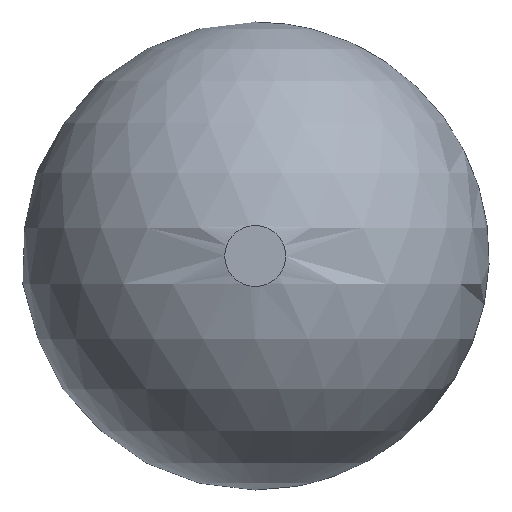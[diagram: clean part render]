
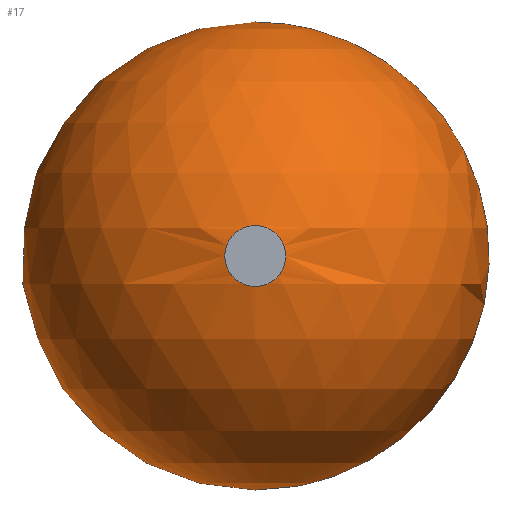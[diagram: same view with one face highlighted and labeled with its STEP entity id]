
A CAD part, left-side view. The second image highlights one B-rep face of the part: STEP entity #17.
In plain terms, the highlighted spherical face has radius 5 mm.
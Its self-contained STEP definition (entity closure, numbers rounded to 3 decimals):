
#17 = ADVANCED_FACE('',(#18,#144),#33,.T.);
#18 = FACE_BOUND('',#19,.T.);
#19 = EDGE_LOOP('',(#20,#51,#52,#89,#113,#114));
#20 = ORIENTED_EDGE('',*,*,#21,.T.);
#21 = EDGE_CURVE('',#22,#24,#26,.T.);
#22 = VERTEX_POINT('',#23);
#23 = CARTESIAN_POINT('',(4.958,0.,0.65));
#24 = VERTEX_POINT('',#25);
#25 = CARTESIAN_POINT('',(0.,0.,5.));
#26 = SEAM_CURVE('',#27,(#32,#44),.PCURVE_S1.);
#27 = CIRCLE('',#28,5.);
#28 = AXIS2_PLACEMENT_3D('',#29,#30,#31);
#29 = CARTESIAN_POINT('',(0.,0.,0.));
#30 = DIRECTION('',(0.,-1.,0.));
#31 = DIRECTION('',(1.,0.,0.));
#32 = PCURVE('',#33,#38);
#33 = SPHERICAL_SURFACE('',#34,5.);
#34 = AXIS2_PLACEMENT_3D('',#35,#36,#37);
#35 = CARTESIAN_POINT('',(0.,0.,0.));
#36 = DIRECTION('',(0.,0.,1.));
#37 = DIRECTION('',(1.,0.,0.));
#38 = DEFINITIONAL_REPRESENTATION('',(#39),#43);
#39 = LINE('',#40,#41);
#40 = CARTESIAN_POINT('',(6.283,-6.283));
#41 = VECTOR('',#42,1.);
#42 = DIRECTION('',(0.,1.));
#43 = ( GEOMETRIC_REPRESENTATION_CONTEXT(2) 
PARAMETRIC_REPRESENTATION_CONTEXT() REPRESENTATION_CONTEXT('2D SPACE',''
  ) );
#44 = PCURVE('',#33,#45);
#45 = DEFINITIONAL_REPRESENTATION('',(#46),#50);
#46 = LINE('',#47,#48);
#47 = CARTESIAN_POINT('',(0.,-6.283));
#48 = VECTOR('',#49,1.);
#49 = DIRECTION('',(0.,1.));
#50 = ( GEOMETRIC_REPRESENTATION_CONTEXT(2) 
PARAMETRIC_REPRESENTATION_CONTEXT() REPRESENTATION_CONTEXT('2D SPACE',''
  ) );
#51 = ORIENTED_EDGE('',*,*,#21,.F.);
#52 = ORIENTED_EDGE('',*,*,#53,.F.);
#53 = EDGE_CURVE('',#54,#22,#56,.T.);
#54 = VERTEX_POINT('',#55);
#55 = CARTESIAN_POINT('',(4.958,0.,-0.65));
#56 = SURFACE_CURVE('',#57,(#62,#77),.PCURVE_S1.);
#57 = CIRCLE('',#58,0.65);
#58 = AXIS2_PLACEMENT_3D('',#59,#60,#61);
#59 = CARTESIAN_POINT('',(4.958,0.,0.));
#60 = DIRECTION('',(1.,0.,0.));
#61 = DIRECTION('',(0.,0.,1.));
#62 = PCURVE('',#33,#63);
#63 = DEFINITIONAL_REPRESENTATION('',(#64),#76);
#64 = B_SPLINE_CURVE_WITH_KNOTS('',10,(#65,#66,#67,#68,#69,#70,#71,#72,
    #73,#74,#75),.UNSPECIFIED.,.F.,.F.,(11,11),(3.142,
    6.283),.PIECEWISE_BEZIER_KNOTS.);
#65 = CARTESIAN_POINT('',(0.,-0.13));
#66 = CARTESIAN_POINT('',(0.041,-0.13));
#67 = CARTESIAN_POINT('',(0.082,-0.116));
#68 = CARTESIAN_POINT('',(0.118,-0.087));
#69 = CARTESIAN_POINT('',(0.141,-0.047));
#70 = CARTESIAN_POINT('',(0.149,0.));
#71 = CARTESIAN_POINT('',(0.141,0.047));
#72 = CARTESIAN_POINT('',(0.118,0.087));
#73 = CARTESIAN_POINT('',(0.082,0.116));
#74 = CARTESIAN_POINT('',(0.041,0.13));
#75 = CARTESIAN_POINT('',(0.,0.13));
#76 = ( GEOMETRIC_REPRESENTATION_CONTEXT(2) 
PARAMETRIC_REPRESENTATION_CONTEXT() REPRESENTATION_CONTEXT('2D SPACE',''
  ) );
#77 = PCURVE('',#78,#83);
#78 = CYLINDRICAL_SURFACE('',#79,0.65);
#79 = AXIS2_PLACEMENT_3D('',#80,#81,#82);
#80 = CARTESIAN_POINT('',(-5.,0.,0.));
#81 = DIRECTION('',(1.,0.,0.));
#82 = DIRECTION('',(0.,0.,-1.));
#83 = DEFINITIONAL_REPRESENTATION('',(#84),#88);
#84 = LINE('',#85,#86);
#85 = CARTESIAN_POINT('',(-3.142,9.958));
#86 = VECTOR('',#87,1.);
#87 = DIRECTION('',(1.,0.));
#88 = ( GEOMETRIC_REPRESENTATION_CONTEXT(2) 
PARAMETRIC_REPRESENTATION_CONTEXT() REPRESENTATION_CONTEXT('2D SPACE',''
  ) );
#89 = ORIENTED_EDGE('',*,*,#90,.F.);
#90 = EDGE_CURVE('',#91,#54,#93,.T.);
#91 = VERTEX_POINT('',#92);
#92 = CARTESIAN_POINT('',(0.,0.,-5.)
  );
#93 = SEAM_CURVE('',#94,(#99,#106),.PCURVE_S1.);
#94 = CIRCLE('',#95,5.);
#95 = AXIS2_PLACEMENT_3D('',#96,#97,#98);
#96 = CARTESIAN_POINT('',(0.,0.,0.));
#97 = DIRECTION('',(0.,-1.,0.));
#98 = DIRECTION('',(1.,0.,0.));
#99 = PCURVE('',#33,#100);
#100 = DEFINITIONAL_REPRESENTATION('',(#101),#105);
#101 = LINE('',#102,#103);
#102 = CARTESIAN_POINT('',(6.283,-6.283));
#103 = VECTOR('',#104,1.);
#104 = DIRECTION('',(0.,1.));
#105 = ( GEOMETRIC_REPRESENTATION_CONTEXT(2) 
PARAMETRIC_REPRESENTATION_CONTEXT() REPRESENTATION_CONTEXT('2D SPACE',''
  ) );
#106 = PCURVE('',#33,#107);
#107 = DEFINITIONAL_REPRESENTATION('',(#108),#112);
#108 = LINE('',#109,#110);
#109 = CARTESIAN_POINT('',(0.,-6.283));
#110 = VECTOR('',#111,1.);
#111 = DIRECTION('',(0.,1.));
#112 = ( GEOMETRIC_REPRESENTATION_CONTEXT(2) 
PARAMETRIC_REPRESENTATION_CONTEXT() REPRESENTATION_CONTEXT('2D SPACE',''
  ) );
#113 = ORIENTED_EDGE('',*,*,#90,.T.);
#114 = ORIENTED_EDGE('',*,*,#115,.F.);
#115 = EDGE_CURVE('',#22,#54,#116,.T.);
#116 = SURFACE_CURVE('',#117,(#122,#137),.PCURVE_S1.);
#117 = CIRCLE('',#118,0.65);
#118 = AXIS2_PLACEMENT_3D('',#119,#120,#121);
#119 = CARTESIAN_POINT('',(4.958,0.,0.));
#120 = DIRECTION('',(1.,0.,0.));
#121 = DIRECTION('',(0.,0.,1.));
#122 = PCURVE('',#33,#123);
#123 = DEFINITIONAL_REPRESENTATION('',(#124),#136);
#124 = B_SPLINE_CURVE_WITH_KNOTS('',10,(#125,#126,#127,#128,#129,#130,
    #131,#132,#133,#134,#135),.UNSPECIFIED.,.F.,.F.,(11,11),(0.,
    3.142),.PIECEWISE_BEZIER_KNOTS.);
#125 = CARTESIAN_POINT('',(6.283,0.13));
#126 = CARTESIAN_POINT('',(6.242,0.13));
#127 = CARTESIAN_POINT('',(6.201,0.116));
#128 = CARTESIAN_POINT('',(6.165,0.087));
#129 = CARTESIAN_POINT('',(6.142,0.047));
#130 = CARTESIAN_POINT('',(6.134,0.));
#131 = CARTESIAN_POINT('',(6.142,-0.047));
#132 = CARTESIAN_POINT('',(6.165,-0.087));
#133 = CARTESIAN_POINT('',(6.201,-0.116));
#134 = CARTESIAN_POINT('',(6.242,-0.13));
#135 = CARTESIAN_POINT('',(6.283,-0.13));
#136 = ( GEOMETRIC_REPRESENTATION_CONTEXT(2) 
PARAMETRIC_REPRESENTATION_CONTEXT() REPRESENTATION_CONTEXT('2D SPACE',''
  ) );
#137 = PCURVE('',#78,#138);
#138 = DEFINITIONAL_REPRESENTATION('',(#139),#143);
#139 = LINE('',#140,#141);
#140 = CARTESIAN_POINT('',(3.142,9.958));
#141 = VECTOR('',#142,1.);
#142 = DIRECTION('',(1.,0.));
#143 = ( GEOMETRIC_REPRESENTATION_CONTEXT(2) 
PARAMETRIC_REPRESENTATION_CONTEXT() REPRESENTATION_CONTEXT('2D SPACE',''
  ) );
#144 = FACE_BOUND('',#145,.T.);
#145 = EDGE_LOOP('',(#146));
#146 = ORIENTED_EDGE('',*,*,#147,.T.);
#147 = EDGE_CURVE('',#148,#148,#150,.T.);
#148 = VERTEX_POINT('',#149);
#149 = CARTESIAN_POINT('',(-4.958,0.,-0.65));
#150 = SURFACE_CURVE('',#151,(#156,#180),.PCURVE_S1.);
#151 = CIRCLE('',#152,0.65);
#152 = AXIS2_PLACEMENT_3D('',#153,#154,#155);
#153 = CARTESIAN_POINT('',(-4.958,0.,0.));
#154 = DIRECTION('',(1.,0.,0.));
#155 = DIRECTION('',(0.,0.,1.));
#156 = PCURVE('',#33,#157);
#157 = DEFINITIONAL_REPRESENTATION('',(#158),#179);
#158 = B_SPLINE_CURVE_WITH_KNOTS('',10,(#159,#160,#161,#162,#163,#164,
    #165,#166,#167,#168,#169,#170,#171,#172,#173,#174,#175,#176,#177,
    #178),.UNSPECIFIED.,.F.,.F.,(11,9,11),(3.142,6.283,
    9.425),.UNSPECIFIED.);
#159 = CARTESIAN_POINT('',(3.142,-0.13));
#160 = CARTESIAN_POINT('',(3.1,-0.13));
#161 = CARTESIAN_POINT('',(3.059,-0.116));
#162 = CARTESIAN_POINT('',(3.024,-0.087));
#163 = CARTESIAN_POINT('',(3.,-0.047));
#164 = CARTESIAN_POINT('',(2.992,0.));
#165 = CARTESIAN_POINT('',(3.,0.047));
#166 = CARTESIAN_POINT('',(3.024,0.087));
#167 = CARTESIAN_POINT('',(3.059,0.116));
#168 = CARTESIAN_POINT('',(3.1,0.13));
#169 = CARTESIAN_POINT('',(3.183,0.13));
#170 = CARTESIAN_POINT('',(3.224,0.116));
#171 = CARTESIAN_POINT('',(3.259,0.087));
#172 = CARTESIAN_POINT('',(3.283,0.047));
#173 = CARTESIAN_POINT('',(3.291,0.));
#174 = CARTESIAN_POINT('',(3.283,-0.047));
#175 = CARTESIAN_POINT('',(3.259,-0.087));
#176 = CARTESIAN_POINT('',(3.224,-0.116));
#177 = CARTESIAN_POINT('',(3.183,-0.13));
#178 = CARTESIAN_POINT('',(3.142,-0.13));
#179 = ( GEOMETRIC_REPRESENTATION_CONTEXT(2) 
PARAMETRIC_REPRESENTATION_CONTEXT() REPRESENTATION_CONTEXT('2D SPACE',''
  ) );
#180 = PCURVE('',#78,#181);
#181 = DEFINITIONAL_REPRESENTATION('',(#182),#186);
#182 = LINE('',#183,#184);
#183 = CARTESIAN_POINT('',(-3.142,0.042));
#184 = VECTOR('',#185,1.);
#185 = DIRECTION('',(1.,0.));
#186 = ( GEOMETRIC_REPRESENTATION_CONTEXT(2) 
PARAMETRIC_REPRESENTATION_CONTEXT() REPRESENTATION_CONTEXT('2D SPACE',''
  ) );
